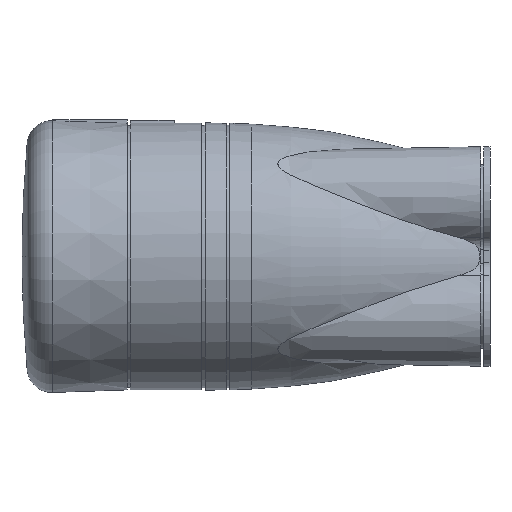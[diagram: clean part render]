
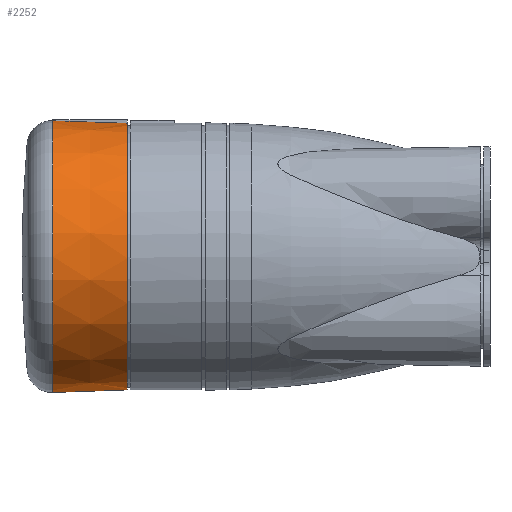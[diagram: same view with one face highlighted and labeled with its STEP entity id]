
A CAD part, left-side view. The second image highlights one B-rep face of the part: STEP entity #2252.
In plain terms, the highlighted conical face has half-angle 2 degrees and reference radius 21.3 mm.
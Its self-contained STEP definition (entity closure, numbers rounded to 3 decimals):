
#677 = CARTESIAN_POINT ( 'NONE',  ( 0., 11.905, -21.716 ) ) ;
#686 = CARTESIAN_POINT ( 'NONE',  ( 0., 11.9, 21.716 ) ) ;
#709 = CARTESIAN_POINT ( 'NONE',  ( 0., 11.905, 21.716 ) ) ;
#710 = CARTESIAN_POINT ( 'NONE',  ( 0., 0., -21.3 ) ) ;
#722 = CARTESIAN_POINT ( 'NONE',  ( -0.575, 0., 21.292 ) ) ;
#723 = CARTESIAN_POINT ( 'NONE',  ( -1.198, 11.9, 21.682 ) ) ;
#1063 = ORIENTED_EDGE ( 'NONE', *, *, #2422, .F. ) ;
#1082 = ORIENTED_EDGE ( 'NONE', *, *, #2275, .F. ) ;
#1491 = ORIENTED_EDGE ( 'NONE', *, *, #2266, .T. ) ;
#1708 = ORIENTED_EDGE ( 'NONE', *, *, #2267, .T. ) ;
#1860 =( BOUNDED_CURVE ( )  B_SPLINE_CURVE ( 3, ( #4379, #4380, #4384, #4385 ),
 .UNSPECIFIED., .F., .F. ) 
 B_SPLINE_CURVE_WITH_KNOTS ( ( 4, 4 ),
 ( 4.003, 4.025 ),
 .UNSPECIFIED. ) 
 CURVE ( )  GEOMETRIC_REPRESENTATION_ITEM ( )  RATIONAL_B_SPLINE_CURVE ( ( 1., 1., 1., 1. ) ) 
 REPRESENTATION_ITEM ( '' )  );
#2252 = ADVANCED_FACE ( 'CONE_0', ( #4273 ), #4909, .T. ) ;
#2266 = EDGE_CURVE ( 'NONE', #2882, #5419, #4895, .T. ) ;
#2267 = EDGE_CURVE ( 'NONE', #5420, #2858, #5321, .T. ) ;
#2275 = EDGE_CURVE ( 'NONE', #2849, #2881, #5053, .T. ) ;
#2281 = EDGE_CURVE ( 'NONE', #5419, #5420, #1860, .T. ) ;
#2422 = EDGE_CURVE ( 'NONE', #2882, #2849, #4486, .T. ) ;
#2423 = EDGE_CURVE ( 'NONE', #2858, #2881, #4491, .T. ) ;
#2824 = EDGE_LOOP ( 'NONE', ( #1063, #1491, #4629, #1708, #4639, #1082 ) ) ;
#2849 = VERTEX_POINT ( 'NONE', #677 ) ;
#2858 = VERTEX_POINT ( 'NONE', #686 ) ;
#2881 = VERTEX_POINT ( 'NONE', #709 ) ;
#2882 = VERTEX_POINT ( 'NONE', #710 ) ;
#4270 = DIRECTION ( 'NONE',  ( 0., 0., 1. ) ) ;
#4272 = CARTESIAN_POINT ( 'NONE',  ( 0., 0., 0. ) ) ;
#4273 = FACE_OUTER_BOUND ( 'NONE', #2824, .T. ) ;
#4274 = DIRECTION ( 'NONE',  ( 0., 1., 0. ) ) ;
#4339 = CARTESIAN_POINT ( 'NONE',  ( 0., 0., 0. ) ) ;
#4340 = DIRECTION ( 'NONE',  ( 0., 1., 0. ) ) ;
#4341 = DIRECTION ( 'NONE',  ( 0., 0., 1. ) ) ;
#4342 = CARTESIAN_POINT ( 'NONE',  ( 0., 11.9, 0. ) ) ;
#4343 = DIRECTION ( 'NONE',  ( 0., 1., 0. ) ) ;
#4344 = DIRECTION ( 'NONE',  ( 0., 0., 1. ) ) ;
#4365 = CARTESIAN_POINT ( 'NONE',  ( 0., 11.905, 0. ) ) ;
#4366 = DIRECTION ( 'NONE',  ( 0., 1., 0. ) ) ;
#4367 = DIRECTION ( 'NONE',  ( 0., 0., 1. ) ) ;
#4379 = CARTESIAN_POINT ( 'NONE',  ( -0.575, 0., 21.292 ) ) ;
#4380 = CARTESIAN_POINT ( 'NONE',  ( -0.781, 3.931, 21.424 ) ) ;
#4384 = CARTESIAN_POINT ( 'NONE',  ( -0.989, 7.897, 21.554 ) ) ;
#4385 = CARTESIAN_POINT ( 'NONE',  ( -1.198, 11.9, 21.682 ) ) ;
#4482 = CARTESIAN_POINT ( 'NONE',  ( 0., 0., -21.3 ) ) ;
#4486 = LINE ( 'NONE', #4482, #5023 ) ;
#4490 = DIRECTION ( 'NONE',  ( 0., 0.999, -0.035 ) ) ;
#4491 = LINE ( 'NONE', #4492, #5013 ) ;
#4492 = CARTESIAN_POINT ( 'NONE',  ( 0., 0., 21.3 ) ) ;
#4493 = DIRECTION ( 'NONE',  ( 0., 0.999, 0.035 ) ) ;
#4629 = ORIENTED_EDGE ( 'NONE', *, *, #2281, .T. ) ;
#4639 = ORIENTED_EDGE ( 'NONE', *, *, #2423, .T. ) ;
#4895 = CIRCLE ( 'NONE', #5328, 21.3 ) ;
#4897 = AXIS2_PLACEMENT_3D ( 'NONE', #4342, #4343, #4344 ) ;
#4909 = CONICAL_SURFACE ( 'NONE', #4982, 21.3, 0.035 ) ;
#4982 = AXIS2_PLACEMENT_3D ( 'NONE', #4272, #4274, #4270 ) ;
#4983 = AXIS2_PLACEMENT_3D ( 'NONE', #4365, #4366, #4367 ) ;
#5013 = VECTOR ( 'NONE', #4493, 1000. ) ;
#5023 = VECTOR ( 'NONE', #4490, 1000. ) ;
#5053 = CIRCLE ( 'NONE', #4983, 21.716 ) ;
#5321 = CIRCLE ( 'NONE', #4897, 21.716 ) ;
#5328 = AXIS2_PLACEMENT_3D ( 'NONE', #4339, #4340, #4341 ) ;
#5419 = VERTEX_POINT ( 'NONE', #722 ) ;
#5420 = VERTEX_POINT ( 'NONE', #723 ) ;
